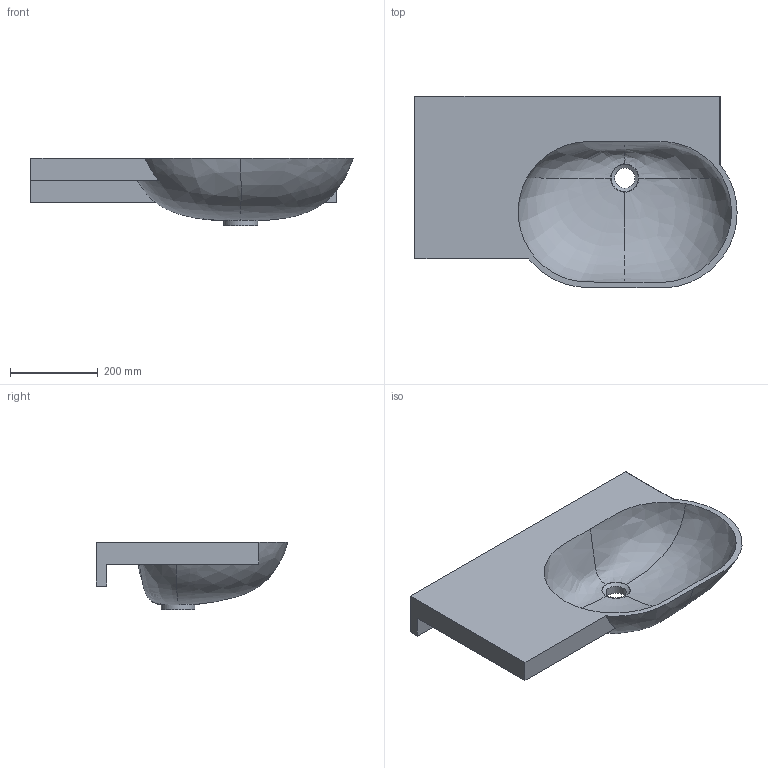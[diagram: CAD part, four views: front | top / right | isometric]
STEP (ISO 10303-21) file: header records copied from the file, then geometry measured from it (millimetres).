
FILE_DESCRIPTION(/* description */ (''),/* implementation_level */ '2;1');
FILE_NAME(/* name */ '720',/* time_stamp */ '2018-06-21T19:57:32+08:00',/* author */ (''),/* organization */ (''),/* preprocessor_version */ 'ST-DEVELOPER v9',/* originating_system */ 'UGS - NX 4.0',/* authorisation */ '');
FILE_SCHEMA (('CONFIG_CONTROL_DESIGN'));
Length unit declared in the file: millimetre
Products named in the file (1): Admi24BDk4ml
Bounding box: 733.02 x 435.32 x 154 mm (x, y, z)
Volume: 6152247.1 mm3; surface area: 950845.7 mm2
Topology: 1 solids, 1 shells, 87 faces, 256 edges, 172 vertices
Faces by surface type: plane 55, cylinder 23, bspline 8, cone 1
Full cylindrical faces by diameter (mm): 46 x1, 77 x1
Entity records: 20661 total; most frequent: CARTESIAN_POINT 18319, ORIENTED_EDGE 506, DIRECTION 415, EDGE_CURVE 253, VERTEX_POINT 173, LINE 165, VECTOR 165, AXIS2_PLACEMENT_3D 125
